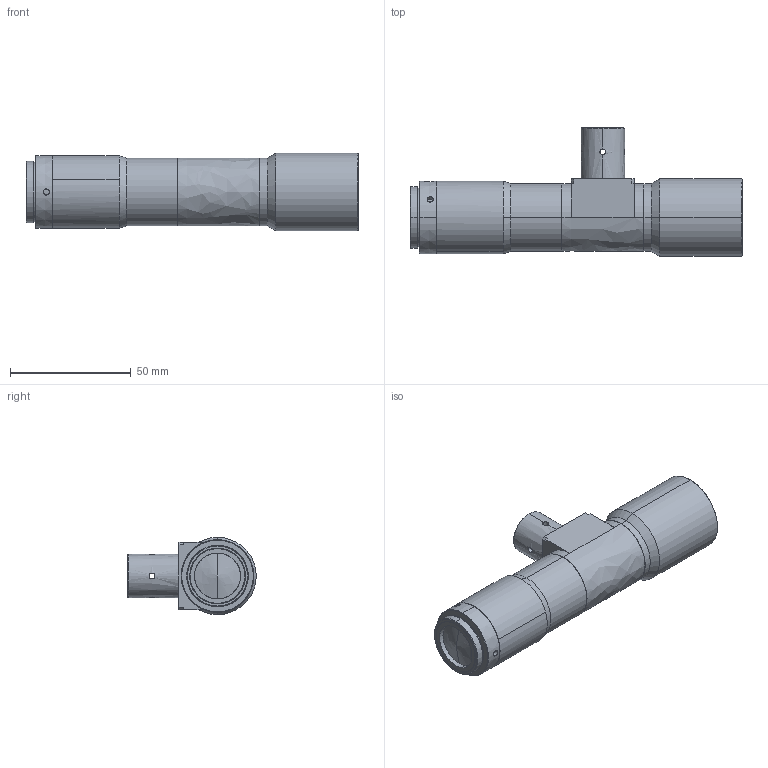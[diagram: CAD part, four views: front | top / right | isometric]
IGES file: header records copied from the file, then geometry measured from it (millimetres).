
Start section: SolidWorks IGES file using analytic representation for surfaces
Global section: file name: WWH10-110CTV2.IGS; native system: SolidWorks 2012; preprocessor: SolidWorks 2012; author: frank; date: 181017.110250; units: millimetre
Bounding box: 137.2 x 53.1 x 32 mm (x, y, z)
Surface area: 17483 mm2 (no closed solid volume)
Topology: 0 solids, 0 shells, 143 faces, 2891 edges, 2879 vertices
Faces by surface type: revolution 112, bspline 31
